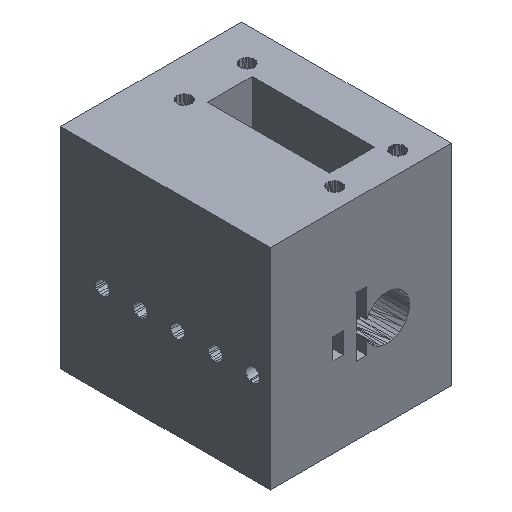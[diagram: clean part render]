
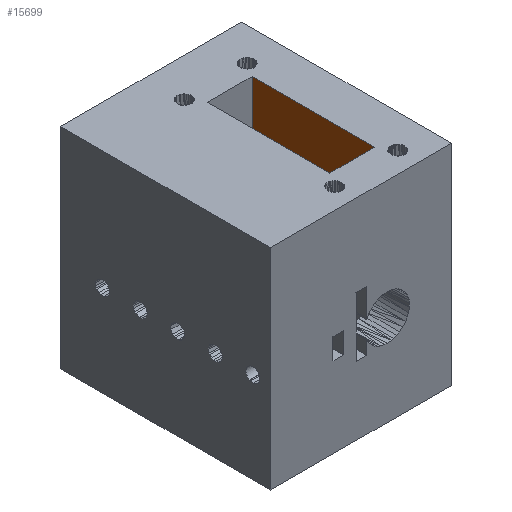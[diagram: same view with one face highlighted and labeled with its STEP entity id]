
A CAD part, isometric view. The second image highlights one B-rep face of the part: STEP entity #15699.
In plain terms, the highlighted free-form (B-spline) face has degree [1, 1] with [2, 2] control points.
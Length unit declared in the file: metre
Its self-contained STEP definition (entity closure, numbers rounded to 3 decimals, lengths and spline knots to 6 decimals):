
#920=ORIENTED_EDGE('',*,*,#5228,.T.);
#921=ORIENTED_EDGE('',*,*,#5229,.T.);
#922=ORIENTED_EDGE('',*,*,#5230,.F.);
#923=ORIENTED_EDGE('',*,*,#5231,.F.);
#5228=EDGE_CURVE('',#7280,#7281,#8864,.T.);
#5229=EDGE_CURVE('',#7281,#7282,#8865,.T.);
#5230=EDGE_CURVE('',#7283,#7282,#8866,.T.);
#5231=EDGE_CURVE('',#7280,#7283,#8867,.T.);
#7280=VERTEX_POINT('',#20668);
#7281=VERTEX_POINT('',#20669);
#7282=VERTEX_POINT('',#20671);
#7283=VERTEX_POINT('',#20673);
#8864=LINE('',#20667,#11118);
#8865=LINE('',#20670,#11119);
#8866=LINE('',#20672,#11120);
#8867=LINE('',#20674,#11121);
#11118=VECTOR('',#17069,1.);
#11119=VECTOR('',#17070,1.);
#11120=VECTOR('',#17071,1.);
#11121=VECTOR('',#17072,1.);
#12943=EDGE_LOOP('',(#920,#921,#922,#923));
#13875=FACE_BOUND('',#12943,.T.);
#14803=B_SPLINE_SURFACE_WITH_KNOTS('',1,1,((#20663,#20664),(#20665,#20666)),
 .PLANE_SURF.,.F.,.F.,.F.,(2,2),(2,2),(0.,1.),(0.,1.),.UNSPECIFIED.);
#15699=ADVANCED_FACE('',(#13875),#14803,.T.);
#17069=DIRECTION('',(0.,0.,1.));
#17070=DIRECTION('',(0.,1.,0.));
#17071=DIRECTION('',(0.,0.,1.));
#17072=DIRECTION('',(0.,1.,0.));
#20663=CARTESIAN_POINT('',(0.024747,-0.05175,0.078));
#20664=CARTESIAN_POINT('',(0.024747,-0.05175,0.012));
#20665=CARTESIAN_POINT('',(0.024747,-0.01325,0.078));
#20666=CARTESIAN_POINT('',(0.024747,-0.01325,0.012));
#20667=CARTESIAN_POINT('',(0.024747,-0.05,0.04106));
#20668=CARTESIAN_POINT('',(0.024747,-0.05,0.04106));
#20669=CARTESIAN_POINT('',(0.024747,-0.05,0.075));
#20670=CARTESIAN_POINT('',(0.024747,-0.03802,0.075));
#20671=CARTESIAN_POINT('',(0.024747,-0.015,0.075));
#20672=CARTESIAN_POINT('',(0.024747,-0.015,0.04106));
#20673=CARTESIAN_POINT('',(0.024747,-0.015,0.04106));
#20674=CARTESIAN_POINT('',(0.024747,-0.05,0.04106));
